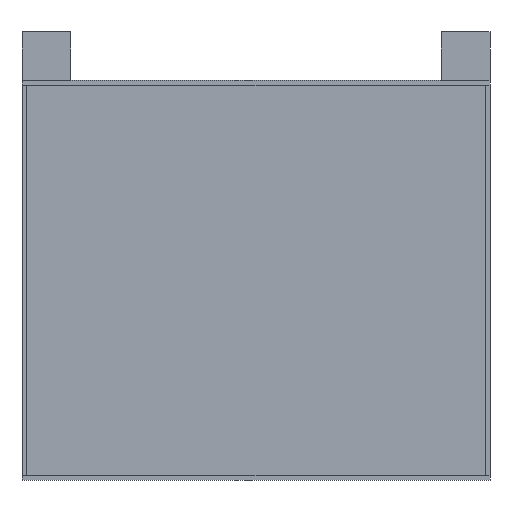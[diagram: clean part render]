
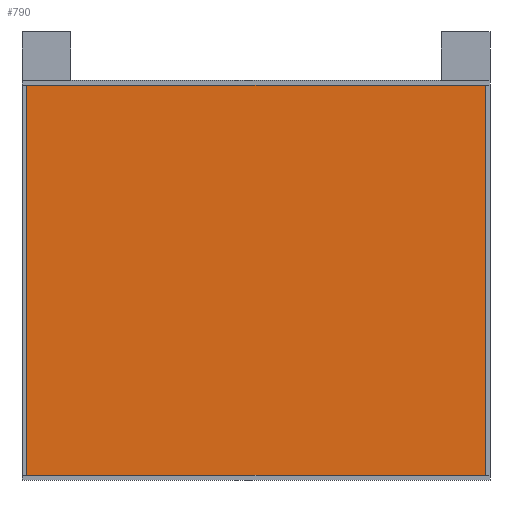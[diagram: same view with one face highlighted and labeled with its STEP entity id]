
A CAD part, front view. The second image highlights one B-rep face of the part: STEP entity #790.
In plain terms, the highlighted face is planar.
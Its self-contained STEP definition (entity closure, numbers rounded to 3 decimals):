
#39 = DIRECTION ( 'NONE',  ( 0., 0., -1. ) ) ;
#80 = VECTOR ( 'NONE', #996, 1000. ) ;
#106 = DIRECTION ( 'NONE',  ( 1., 0., 0. ) ) ;
#174 = VECTOR ( 'NONE', #106, 1000. ) ;
#218 = EDGE_CURVE ( 'NONE', #470, #474, #784, .T. ) ;
#246 = ORIENTED_EDGE ( 'NONE', *, *, #218, .F. ) ;
#322 = CARTESIAN_POINT ( 'NONE',  ( -470., -400., 0. ) ) ;
#382 = VECTOR ( 'NONE', #550, 1000. ) ;
#395 = LINE ( 'NONE', #919, #80 ) ;
#406 = EDGE_CURVE ( 'NONE', #1204, #470, #395, .T. ) ;
#425 = DIRECTION ( 'NONE',  ( -1., 0., 0. ) ) ;
#446 = ORIENTED_EDGE ( 'NONE', *, *, #406, .F. ) ;
#470 = VERTEX_POINT ( 'NONE', #1097 ) ;
#474 = VERTEX_POINT ( 'NONE', #545 ) ;
#545 = CARTESIAN_POINT ( 'NONE',  ( -470., -400., 0. ) ) ;
#550 = DIRECTION ( 'NONE',  ( 0., 1., 0. ) ) ;
#617 = ORIENTED_EDGE ( 'NONE', *, *, #881, .F. ) ;
#622 = CARTESIAN_POINT ( 'NONE',  ( -470., -400., 0. ) ) ;
#629 = EDGE_CURVE ( 'NONE', #474, #864, #961, .T. ) ;
#642 = LINE ( 'NONE', #836, #382 ) ;
#701 = DIRECTION ( 'NONE',  ( 0., -1., 0. ) ) ;
#705 = EDGE_LOOP ( 'NONE', ( #617, #1082, #246, #446 ) ) ;
#717 = PLANE ( 'NONE',  #862 ) ;
#784 = LINE ( 'NONE', #622, #845 ) ;
#790 = ADVANCED_FACE ( 'NONE', ( #908 ), #717, .T. ) ;
#836 = CARTESIAN_POINT ( 'NONE',  ( 470., -400., 0. ) ) ;
#845 = VECTOR ( 'NONE', #701, 1000. ) ;
#862 = AXIS2_PLACEMENT_3D ( 'NONE', #994, #39, #425 ) ;
#864 = VERTEX_POINT ( 'NONE', #1083 ) ;
#881 = EDGE_CURVE ( 'NONE', #864, #1204, #642, .T. ) ;
#908 = FACE_OUTER_BOUND ( 'NONE', #705, .T. ) ;
#919 = CARTESIAN_POINT ( 'NONE',  ( -470., 400., 0. ) ) ;
#961 = LINE ( 'NONE', #322, #174 ) ;
#994 = CARTESIAN_POINT ( 'NONE',  ( 0., 0., 0. ) ) ;
#996 = DIRECTION ( 'NONE',  ( -1., 0., 0. ) ) ;
#1082 = ORIENTED_EDGE ( 'NONE', *, *, #629, .F. ) ;
#1083 = CARTESIAN_POINT ( 'NONE',  ( 470., -400., 0. ) ) ;
#1097 = CARTESIAN_POINT ( 'NONE',  ( -470., 400., 0. ) ) ;
#1143 = CARTESIAN_POINT ( 'NONE',  ( 470., 400., 0. ) ) ;
#1204 = VERTEX_POINT ( 'NONE', #1143 ) ;
